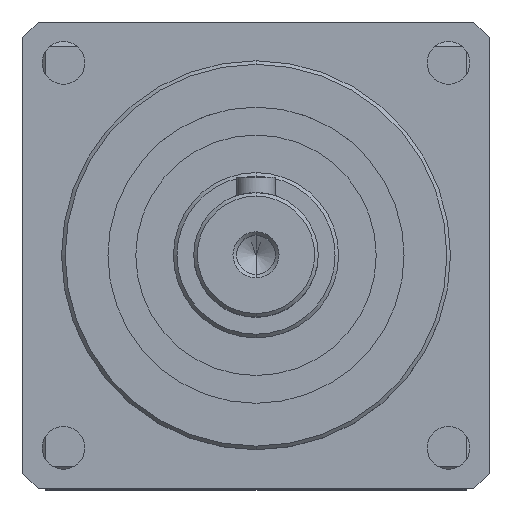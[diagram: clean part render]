
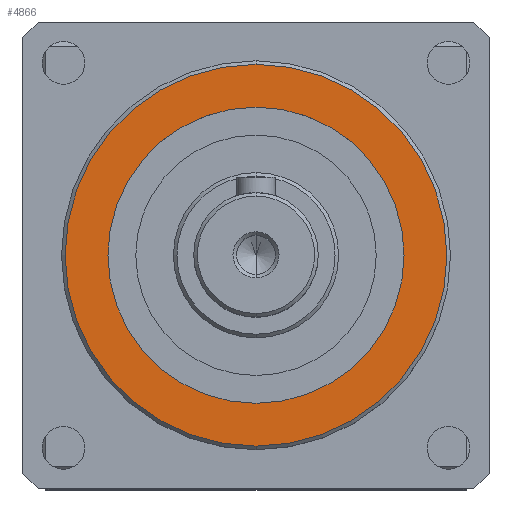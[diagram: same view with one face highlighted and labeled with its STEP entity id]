
A CAD part, top view. The second image highlights one B-rep face of the part: STEP entity #4866.
In plain terms, the highlighted planar face has unit normal (0, 0, 1).
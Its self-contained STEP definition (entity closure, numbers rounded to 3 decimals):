
#15 = CARTESIAN_POINT ( 'NONE',  ( 0., 0., 85. ) ) ;
#32 = CARTESIAN_POINT ( 'NONE',  ( 19.038, 0., 85. ) ) ;
#83 = ORIENTED_EDGE ( 'NONE', *, *, #5087, .F. ) ;
#199 = CARTESIAN_POINT ( 'NONE',  ( 0., 0., 85. ) ) ;
#204 = DIRECTION ( 'NONE',  ( 0., 1., 0. ) ) ;
#430 = CARTESIAN_POINT ( 'NONE',  ( -19.038, 0., 85. ) ) ;
#447 = EDGE_CURVE ( 'NONE', #5345, #2343, #3797, .T. ) ;
#465 = DIRECTION ( 'NONE',  ( 1., 0., 0. ) ) ;
#587 = AXIS2_PLACEMENT_3D ( 'NONE', #4145, #2875, #5522 ) ;
#608 = DIRECTION ( 'NONE',  ( 1., 0., 0. ) ) ;
#892 = ORIENTED_EDGE ( 'NONE', *, *, #2813, .T. ) ;
#1058 = FACE_OUTER_BOUND ( 'NONE', #3849, .T. ) ;
#1394 = VERTEX_POINT ( 'NONE', #5281 ) ;
#1455 = ORIENTED_EDGE ( 'NONE', *, *, #447, .F. ) ;
#1522 = AXIS2_PLACEMENT_3D ( 'NONE', #199, #5540, #608 ) ;
#1678 = CIRCLE ( 'NONE', #2048, 24.54 ) ;
#2048 = AXIS2_PLACEMENT_3D ( 'NONE', #4658, #5539, #5677 ) ;
#2343 = VERTEX_POINT ( 'NONE', #32 ) ;
#2474 = CARTESIAN_POINT ( 'NONE',  ( 0., 0., 85. ) ) ;
#2813 = EDGE_CURVE ( 'NONE', #1394, #3565, #3407, .T. ) ;
#2875 = DIRECTION ( 'NONE',  ( 0., 0., -1. ) ) ;
#3280 = AXIS2_PLACEMENT_3D ( 'NONE', #15, #5339, #465 ) ;
#3318 = FACE_BOUND ( 'NONE', #3497, .T. ) ;
#3321 = EDGE_CURVE ( 'NONE', #3565, #1394, #1678, .T. ) ;
#3407 = CIRCLE ( 'NONE', #4043, 24.54 ) ;
#3497 = EDGE_LOOP ( 'NONE', ( #83, #1455 ) ) ;
#3565 = VERTEX_POINT ( 'NONE', #5028 ) ;
#3797 = CIRCLE ( 'NONE', #1522, 19.038 ) ;
#3849 = EDGE_LOOP ( 'NONE', ( #4108, #892 ) ) ;
#4043 = AXIS2_PLACEMENT_3D ( 'NONE', #2474, #4684, #204 ) ;
#4108 = ORIENTED_EDGE ( 'NONE', *, *, #3321, .T. ) ;
#4145 = CARTESIAN_POINT ( 'NONE',  ( 0., -10.62, 85. ) ) ;
#4275 = CIRCLE ( 'NONE', #3280, 19.038 ) ;
#4641 = PLANE ( 'NONE',  #587 ) ;
#4658 = CARTESIAN_POINT ( 'NONE',  ( 0., 0., 85. ) ) ;
#4684 = DIRECTION ( 'NONE',  ( 0., 0., 1. ) ) ;
#4866 = ADVANCED_FACE ( 'NONE', ( #3318, #1058 ), #4641, .F. ) ;
#5028 = CARTESIAN_POINT ( 'NONE',  ( 0., 24.54, 85. ) ) ;
#5087 = EDGE_CURVE ( 'NONE', #2343, #5345, #4275, .T. ) ;
#5281 = CARTESIAN_POINT ( 'NONE',  ( 0., -24.54, 85. ) ) ;
#5339 = DIRECTION ( 'NONE',  ( 0., 0., 1. ) ) ;
#5345 = VERTEX_POINT ( 'NONE', #430 ) ;
#5522 = DIRECTION ( 'NONE',  ( -1., 0., 0. ) ) ;
#5539 = DIRECTION ( 'NONE',  ( 0., 0., 1. ) ) ;
#5540 = DIRECTION ( 'NONE',  ( 0., 0., 1. ) ) ;
#5677 = DIRECTION ( 'NONE',  ( 0., 1., 0. ) ) ;
